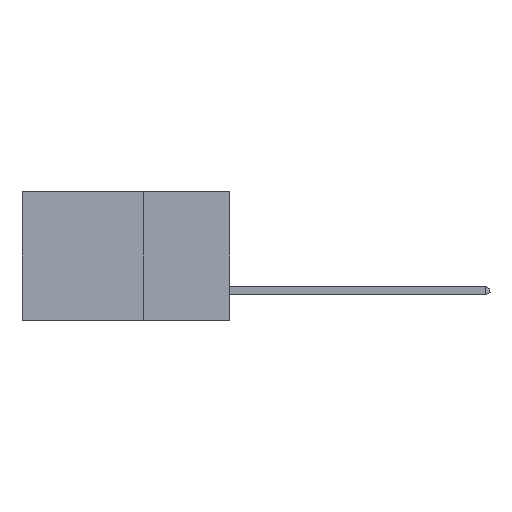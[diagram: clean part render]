
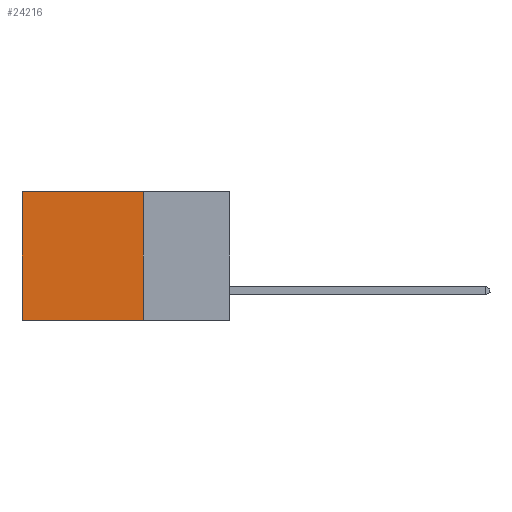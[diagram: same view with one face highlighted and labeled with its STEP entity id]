
A CAD part, left-side view. The second image highlights one B-rep face of the part: STEP entity #24216.
In plain terms, the highlighted planar face has unit normal (-1, 0, 0).
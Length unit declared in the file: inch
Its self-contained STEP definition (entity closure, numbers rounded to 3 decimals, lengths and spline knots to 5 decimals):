
#771 = VECTOR ( 'NONE', #16267, 39.37008 ) ;
#2021 = VERTEX_POINT ( 'NONE', #16972 ) ;
#2628 = VECTOR ( 'NONE', #13620, 39.37008 ) ;
#4661 = DIRECTION ( 'NONE',  ( 0., 0., -1. ) ) ;
#4807 = VERTEX_POINT ( 'NONE', #15831 ) ;
#7194 = VERTEX_POINT ( 'NONE', #14669 ) ;
#7442 = PLANE ( 'NONE',  #29616 ) ;
#7901 = LINE ( 'NONE', #20836, #28588 ) ;
#8005 = LINE ( 'NONE', #23588, #771 ) ;
#8972 = EDGE_CURVE ( 'NONE', #7194, #4807, #29021, .T. ) ;
#9747 = DIRECTION ( 'NONE',  ( 1., 0., 0. ) ) ;
#11043 = DIRECTION ( 'NONE',  ( 0., 0., -1. ) ) ;
#11735 = CARTESIAN_POINT ( 'NONE',  ( 0.298, 0.25, 0. ) ) ;
#12969 = ORIENTED_EDGE ( 'NONE', *, *, #15343, .F. ) ;
#13316 = CARTESIAN_POINT ( 'NONE',  ( 0.298, 0.25, 0. ) ) ;
#13620 = DIRECTION ( 'NONE',  ( 0., 1., 0. ) ) ;
#14267 = DIRECTION ( 'NONE',  ( 0., 0., -1. ) ) ;
#14440 = CARTESIAN_POINT ( 'NONE',  ( 0.298, 0.25, 0. ) ) ;
#14669 = CARTESIAN_POINT ( 'NONE',  ( 0.298, 0.25, 0. ) ) ;
#15343 = EDGE_CURVE ( 'NONE', #7194, #15914, #24423, .T. ) ;
#15831 = CARTESIAN_POINT ( 'NONE',  ( 0.298, 0.6, 0. ) ) ;
#15914 = VERTEX_POINT ( 'NONE', #29297 ) ;
#16267 = DIRECTION ( 'NONE',  ( 0., 1., 0. ) ) ;
#16972 = CARTESIAN_POINT ( 'NONE',  ( 0.298, 0.6, -0.37 ) ) ;
#19602 = ORIENTED_EDGE ( 'NONE', *, *, #22830, .T. ) ;
#20675 = FACE_OUTER_BOUND ( 'NONE', #25676, .T. ) ;
#20836 = CARTESIAN_POINT ( 'NONE',  ( 0.298, 0.6, 0. ) ) ;
#21743 = ORIENTED_EDGE ( 'NONE', *, *, #8972, .T. ) ;
#22830 = EDGE_CURVE ( 'NONE', #4807, #2021, #7901, .T. ) ;
#23588 = CARTESIAN_POINT ( 'NONE',  ( 0.298, 0.25, -0.37 ) ) ;
#24216 = ADVANCED_FACE ( 'NONE', ( #20675 ), #7442, .F. ) ;
#24423 = LINE ( 'NONE', #11735, #29299 ) ;
#24511 = ORIENTED_EDGE ( 'NONE', *, *, #27313, .F. ) ;
#25676 = EDGE_LOOP ( 'NONE', ( #19602, #24511, #12969, #21743 ) ) ;
#27313 = EDGE_CURVE ( 'NONE', #15914, #2021, #8005, .T. ) ;
#28588 = VECTOR ( 'NONE', #11043, 39.37008 ) ;
#29021 = LINE ( 'NONE', #13316, #2628 ) ;
#29297 = CARTESIAN_POINT ( 'NONE',  ( 0.298, 0.25, -0.37 ) ) ;
#29299 = VECTOR ( 'NONE', #14267, 39.37008 ) ;
#29616 = AXIS2_PLACEMENT_3D ( 'NONE', #14440, #9747, #4661 ) ;
